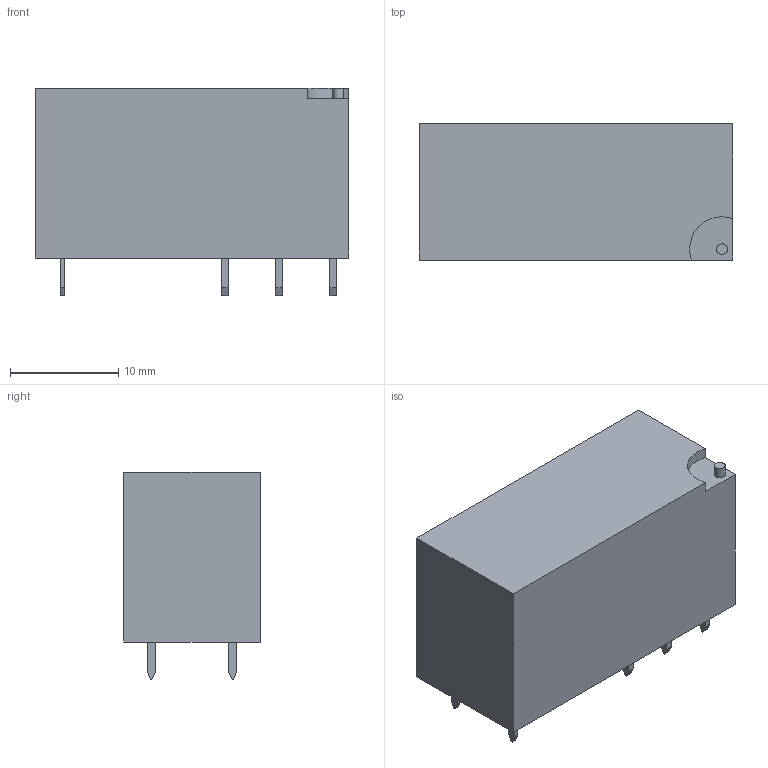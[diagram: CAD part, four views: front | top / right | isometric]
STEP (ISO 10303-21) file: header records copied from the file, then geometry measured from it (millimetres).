
FILE_DESCRIPTION(('FreeCAD Model'),'2;1');
FILE_NAME('Finder-41.61.9.012.0010_SPDT-16A_12VDC-Coil.step','2017-06-08T17:13:23', ('kicad StepUp'),('ksu MCAD'),'Open CASCADE STEP processor 6.8', 'FreeCAD','Unknown');
FILE_SCHEMA(('AUTOMOTIVE_DESIGN_CC2 { 1 2 10303 214 -1 1 5 4 }'));
Length unit declared in the file: millimetre
Products named in the file (1): Finder-41.61.9.012.0010_SPDT-16A_12VDC-Coil
Bounding box: 29 x 12.6 x 19.2 mm (x, y, z)
Volume: 5734.8 mm3; surface area: 2108.3 mm2
Topology: 1 solids, 1 shells, 66 faces, 165 edges, 110 vertices
Faces by surface type: plane 64, cylinder 2
Full cylindrical faces by diameter (mm): 1 x1
Entity records: 2408 total; most frequent: CARTESIAN_POINT 342, ORIENTED_EDGE 330, DIRECTION 303, EDGE_CURVE 165, LINE 161, VECTOR 161, VERTEX_POINT 110, FACE_BOUND 75
